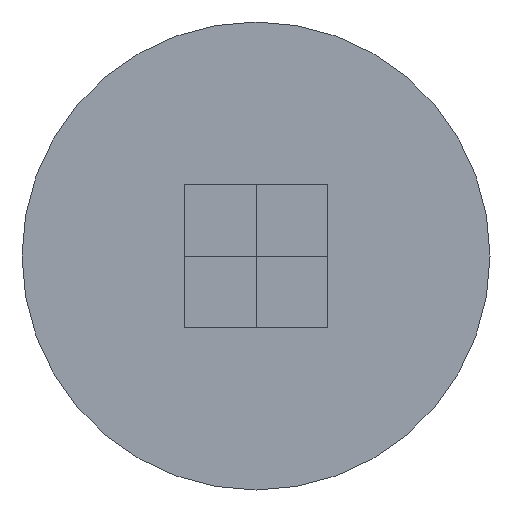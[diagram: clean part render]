
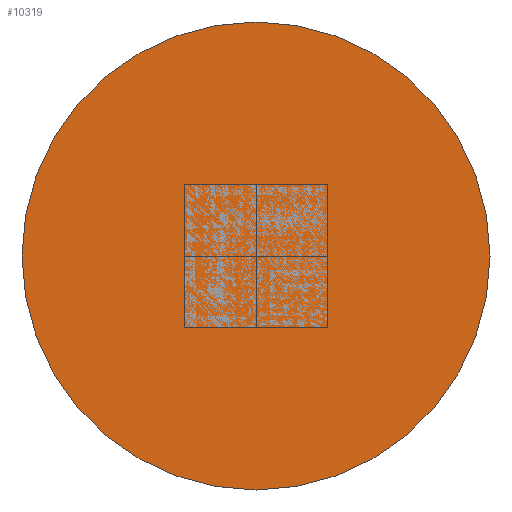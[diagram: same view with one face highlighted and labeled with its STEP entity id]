
A CAD part, front view. The second image highlights one B-rep face of the part: STEP entity #10319.
In plain terms, the highlighted planar face has unit normal (0, -1, 0).
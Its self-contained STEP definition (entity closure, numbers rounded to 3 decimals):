
#1557=CARTESIAN_POINT('',(0.,0.,0.));
#1558=DIRECTION('',(0.,1.,0.));
#1559=DIRECTION('',(1.,0.,0.));
#1560=AXIS2_PLACEMENT_3D('',#1557,#1558,#1559);
#1571=CARTESIAN_POINT('',(0.,0.,0.));
#1572=DIRECTION('',(0.,-1.,0.));
#1573=DIRECTION('',(1.,0.,0.));
#1574=AXIS2_PLACEMENT_3D('',#1571,#1572,#1573);
#8042=CARTESIAN_POINT('',(32.64,0.,0.));
#8043=CARTESIAN_POINT('',(-32.64,0.,0.));
#8044=VERTEX_POINT('',#8042);
#8045=VERTEX_POINT('',#8043);
#10310=CARTESIAN_POINT('',(0.,0.,0.));
#10311=DIRECTION('',(0.,-1.,0.));
#10312=DIRECTION('',(-1.,0.,0.));
#10313=AXIS2_PLACEMENT_3D('',#10310,#10311,#10312);
#10314=PLANE('',#10313);
#10315=ORIENTED_EDGE('',*,*,#10297,.F.);
#10316=ORIENTED_EDGE('',*,*,#10276,.T.);
#10317=EDGE_LOOP('',(#10315,#10316));
#10318=FACE_OUTER_BOUND('',#10317,.F.);
#1561=CIRCLE('',#1560,32.64);
#1575=CIRCLE('',#1574,32.64);
#10276=EDGE_CURVE('',#8044,#8045,#1561,.T.);
#10297=EDGE_CURVE('',#8044,#8045,#1575,.T.);
#10319=ADVANCED_FACE('',(#10318),#10314,.T.);
